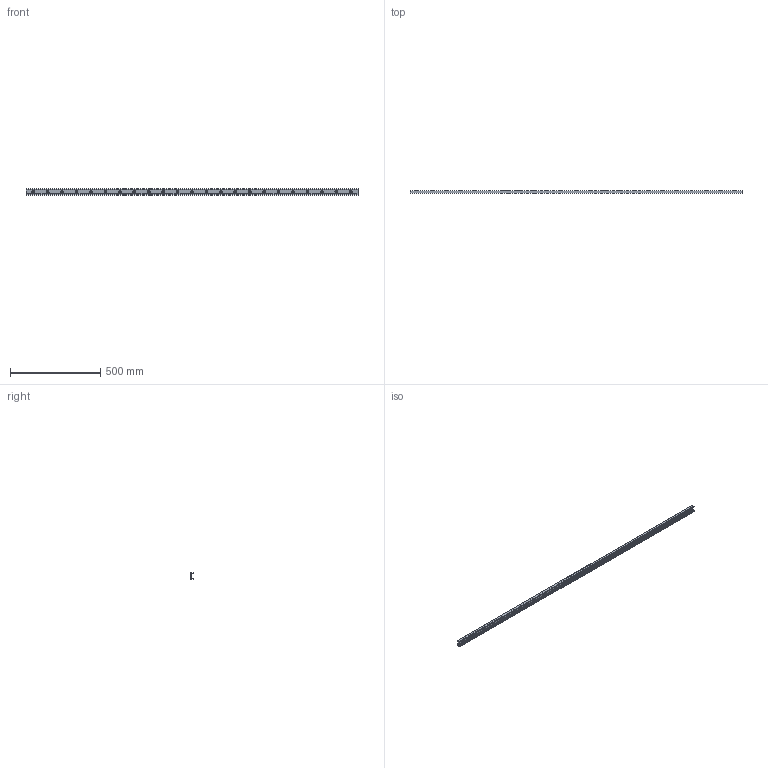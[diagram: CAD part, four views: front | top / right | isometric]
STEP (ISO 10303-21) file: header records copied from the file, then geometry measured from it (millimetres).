
FILE_DESCRIPTION((''),'2;1');
FILE_NAME('LCX 35-1840.C.stp','2016-04-28T09:03:47',('MRathmann'),(''),'Autodesk Inventor 2012','Autodesk Inventor 2012','');
FILE_SCHEMA(('CONFIG_CONTROL_DESIGN'));
Length unit declared in the file: millimetre
Products named in the file (1): LCX 35-1840.C
Bounding box: 1840 x 16.5 x 35 mm (x, y, z)
Volume: 396586.4 mm3; surface area: 236393.4 mm2
Topology: 1 solids, 1 shells, 97 faces, 308 edges, 213 vertices
Faces by surface type: cylinder 59, plane 38
Full cylindrical faces by diameter (mm): 8 x23, 15 x23
Entity records: 3579 total; most frequent: CARTESIAN_POINT 1148, DIRECTION 507, ORIENTED_EDGE 432, AXIS2_PLACEMENT_3D 216, EDGE_CURVE 216, EDGE_LOOP 189, VERTEX_POINT 167, CIRCLE 118
